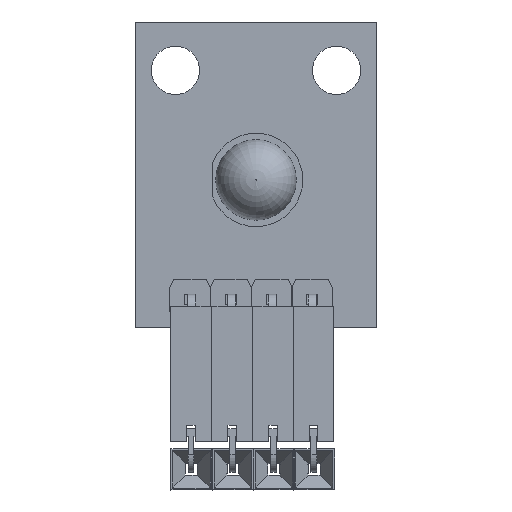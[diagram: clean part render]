
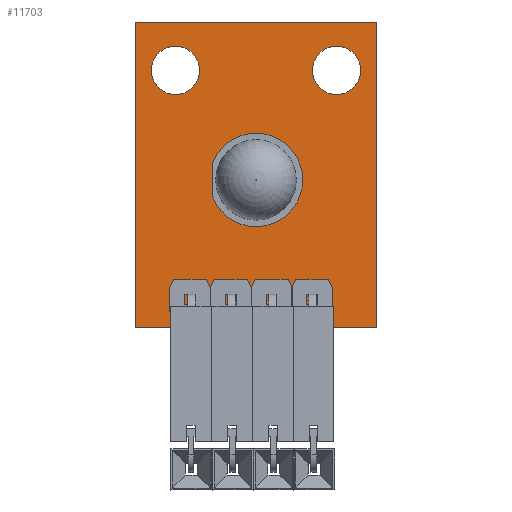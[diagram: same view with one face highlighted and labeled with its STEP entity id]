
A CAD part, front view. The second image highlights one B-rep face of the part: STEP entity #11703.
In plain terms, the highlighted planar face has unit normal (0, -1, 0).
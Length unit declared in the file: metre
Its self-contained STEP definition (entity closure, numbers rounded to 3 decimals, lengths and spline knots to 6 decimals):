
#800=LINE('',#18276,#2319);
#806=LINE('',#18289,#2325);
#817=LINE('',#18318,#2336);
#818=LINE('',#18320,#2337);
#820=LINE('',#18325,#2339);
#826=LINE('',#18338,#2345);
#837=LINE('',#18367,#2356);
#838=LINE('',#18369,#2357);
#840=LINE('',#18374,#2359);
#846=LINE('',#18387,#2365);
#857=LINE('',#18416,#2376);
#858=LINE('',#18418,#2377);
#859=LINE('',#18420,#2378);
#860=LINE('',#18423,#2379);
#861=LINE('',#18425,#2380);
#862=LINE('',#18427,#2381);
#863=LINE('',#18432,#2382);
#864=LINE('',#18435,#2383);
#865=LINE('',#18437,#2384);
#866=LINE('',#18439,#2385);
#2319=VECTOR('',#15072,1.);
#2325=VECTOR('',#15080,1.);
#2336=VECTOR('',#15111,1.);
#2337=VECTOR('',#15114,1.);
#2339=VECTOR('',#15118,1.);
#2345=VECTOR('',#15126,1.);
#2356=VECTOR('',#15157,1.);
#2357=VECTOR('',#15160,1.);
#2359=VECTOR('',#15164,1.);
#2365=VECTOR('',#15172,1.);
#2376=VECTOR('',#15203,1.);
#2377=VECTOR('',#15206,1.);
#2378=VECTOR('',#15209,1.);
#2379=VECTOR('',#15210,1.);
#2380=VECTOR('',#15211,1.);
#2381=VECTOR('',#15212,1.);
#2382=VECTOR('',#15217,1.);
#2383=VECTOR('',#15218,1.);
#2384=VECTOR('',#15219,1.);
#2385=VECTOR('',#15220,1.);
#4696=ORIENTED_EDGE('',*,*,#7241,.T.);
#4697=ORIENTED_EDGE('',*,*,#7262,.T.);
#4698=ORIENTED_EDGE('',*,*,#7247,.F.);
#4699=ORIENTED_EDGE('',*,*,#7263,.F.);
#4700=ORIENTED_EDGE('',*,*,#7265,.T.);
#4701=ORIENTED_EDGE('',*,*,#7286,.T.);
#4702=ORIENTED_EDGE('',*,*,#7271,.F.);
#4703=ORIENTED_EDGE('',*,*,#7287,.F.);
#4704=ORIENTED_EDGE('',*,*,#7289,.T.);
#4705=ORIENTED_EDGE('',*,*,#7310,.T.);
#4706=ORIENTED_EDGE('',*,*,#7295,.F.);
#4707=ORIENTED_EDGE('',*,*,#7311,.F.);
#4708=ORIENTED_EDGE('',*,*,#7312,.T.);
#4709=ORIENTED_EDGE('',*,*,#7313,.T.);
#4710=ORIENTED_EDGE('',*,*,#7314,.T.);
#4711=ORIENTED_EDGE('',*,*,#7315,.T.);
#4712=ORIENTED_EDGE('',*,*,#7316,.F.);
#4713=ORIENTED_EDGE('',*,*,#7317,.F.);
#4714=ORIENTED_EDGE('',*,*,#7318,.T.);
#4715=ORIENTED_EDGE('',*,*,#7319,.T.);
#4716=ORIENTED_EDGE('',*,*,#7320,.F.);
#4717=ORIENTED_EDGE('',*,*,#7321,.F.);
#7241=EDGE_CURVE('',#8682,#8680,#800,.T.);
#7247=EDGE_CURVE('',#8687,#8684,#806,.T.);
#7262=EDGE_CURVE('',#8680,#8684,#817,.T.);
#7263=EDGE_CURVE('',#8682,#8687,#818,.T.);
#7265=EDGE_CURVE('',#8698,#8696,#820,.T.);
#7271=EDGE_CURVE('',#8703,#8700,#826,.T.);
#7286=EDGE_CURVE('',#8696,#8700,#837,.T.);
#7287=EDGE_CURVE('',#8698,#8703,#838,.T.);
#7289=EDGE_CURVE('',#8714,#8712,#840,.T.);
#7295=EDGE_CURVE('',#8719,#8716,#846,.T.);
#7310=EDGE_CURVE('',#8712,#8716,#857,.T.);
#7311=EDGE_CURVE('',#8714,#8719,#858,.T.);
#7312=EDGE_CURVE('',#8728,#8729,#859,.T.);
#7313=EDGE_CURVE('',#8729,#8730,#860,.T.);
#7314=EDGE_CURVE('',#8730,#8731,#861,.T.);
#7315=EDGE_CURVE('',#8731,#8728,#862,.T.);
#7316=EDGE_CURVE('',#8732,#8732,#9433,.T.);
#7317=EDGE_CURVE('',#8733,#8733,#9434,.T.);
#7318=EDGE_CURVE('',#8734,#8735,#863,.T.);
#7319=EDGE_CURVE('',#8735,#8736,#864,.T.);
#7320=EDGE_CURVE('',#8737,#8736,#865,.T.);
#7321=EDGE_CURVE('',#8734,#8737,#866,.T.);
#8680=VERTEX_POINT('',#18274);
#8682=VERTEX_POINT('',#18277);
#8684=VERTEX_POINT('',#18283);
#8687=VERTEX_POINT('',#18288);
#8696=VERTEX_POINT('',#18323);
#8698=VERTEX_POINT('',#18326);
#8700=VERTEX_POINT('',#18332);
#8703=VERTEX_POINT('',#18337);
#8712=VERTEX_POINT('',#18372);
#8714=VERTEX_POINT('',#18375);
#8716=VERTEX_POINT('',#18381);
#8719=VERTEX_POINT('',#18386);
#8728=VERTEX_POINT('',#18421);
#8729=VERTEX_POINT('',#18422);
#8730=VERTEX_POINT('',#18424);
#8731=VERTEX_POINT('',#18426);
#8732=VERTEX_POINT('',#18429);
#8733=VERTEX_POINT('',#18431);
#8734=VERTEX_POINT('',#18433);
#8735=VERTEX_POINT('',#18434);
#8736=VERTEX_POINT('',#18436);
#8737=VERTEX_POINT('',#18438);
#9433=CIRCLE('',#13439,0.0015);
#9434=CIRCLE('',#13440,0.0015);
#9732=EDGE_LOOP('',(#4696,#4697,#4698,#4699));
#9733=EDGE_LOOP('',(#4700,#4701,#4702,#4703));
#9734=EDGE_LOOP('',(#4704,#4705,#4706,#4707));
#9735=EDGE_LOOP('',(#4708,#4709,#4710,#4711));
#9736=EDGE_LOOP('',(#4712));
#9737=EDGE_LOOP('',(#4713));
#9738=EDGE_LOOP('',(#4714,#4715,#4716,#4717));
#10429=FACE_BOUND('',#9732,.T.);
#10430=FACE_BOUND('',#9733,.T.);
#10431=FACE_BOUND('',#9734,.T.);
#10432=FACE_BOUND('',#9735,.T.);
#10433=FACE_BOUND('',#9736,.T.);
#10434=FACE_BOUND('',#9737,.T.);
#10435=FACE_BOUND('',#9738,.T.);
#11076=PLANE('',#13438);
#11703=ADVANCED_FACE('',(#10429,#10430,#10431,#10432,#10433,#10434,#10435),
#11076,.T.);
#13438=AXIS2_PLACEMENT_3D('',#18419,#15207,#15208);
#13439=AXIS2_PLACEMENT_3D('',#18428,#15213,#15214);
#13440=AXIS2_PLACEMENT_3D('',#18430,#15215,#15216);
#15072=DIRECTION('',(-1.,0.,0.));
#15080=DIRECTION('',(-1.,0.,0.));
#15111=DIRECTION('',(0.,0.,1.));
#15114=DIRECTION('',(0.,0.,1.));
#15118=DIRECTION('',(-1.,0.,0.));
#15126=DIRECTION('',(-1.,0.,0.));
#15157=DIRECTION('',(0.,0.,1.));
#15160=DIRECTION('',(0.,0.,1.));
#15164=DIRECTION('',(-1.,0.,0.));
#15172=DIRECTION('',(-1.,0.,0.));
#15203=DIRECTION('',(0.,0.,1.));
#15206=DIRECTION('',(0.,0.,1.));
#15207=DIRECTION('',(0.,-1.,0.));
#15208=DIRECTION('',(0.,0.,-1.));
#15209=DIRECTION('',(0.,0.,-1.));
#15210=DIRECTION('',(1.,0.,0.));
#15211=DIRECTION('',(0.,0.,1.));
#15212=DIRECTION('',(-1.,0.,0.));
#15213=DIRECTION('',(0.,-1.,0.));
#15214=DIRECTION('',(0.,0.,-1.));
#15215=DIRECTION('',(0.,-1.,0.));
#15216=DIRECTION('',(0.,0.,-1.));
#15217=DIRECTION('',(-1.,0.,0.));
#15218=DIRECTION('',(0.,0.,1.));
#15219=DIRECTION('',(-1.,0.,0.));
#15220=DIRECTION('',(0.,0.,1.));
#18274=CARTESIAN_POINT('',(-0.004125,-0.000664,-0.02705));
#18276=CARTESIAN_POINT('',(-0.003625,-0.000664,-0.02705));
#18277=CARTESIAN_POINT('',(-0.003625,-0.000664,-0.02705));
#18283=CARTESIAN_POINT('',(-0.004125,-0.000664,-0.02641));
#18288=CARTESIAN_POINT('',(-0.003625,-0.000664,-0.02641));
#18289=CARTESIAN_POINT('',(-0.003625,-0.000664,-0.02641));
#18318=CARTESIAN_POINT('',(-0.004125,-0.000664,-0.027345));
#18320=CARTESIAN_POINT('',(-0.003625,-0.000664,-0.027345));
#18323=CARTESIAN_POINT('',(-0.001625,-0.000664,-0.02705));
#18325=CARTESIAN_POINT('',(-0.001125,-0.000664,-0.02705));
#18326=CARTESIAN_POINT('',(-0.001125,-0.000664,-0.02705));
#18332=CARTESIAN_POINT('',(-0.001625,-0.000664,-0.02641));
#18337=CARTESIAN_POINT('',(-0.001125,-0.000664,-0.02641));
#18338=CARTESIAN_POINT('',(-0.001125,-0.000664,-0.02641));
#18367=CARTESIAN_POINT('',(-0.001625,-0.000664,-0.027345));
#18369=CARTESIAN_POINT('',(-0.001125,-0.000664,-0.027345));
#18372=CARTESIAN_POINT('',(0.000875,-0.000664,-0.02705));
#18374=CARTESIAN_POINT('',(0.001375,-0.000664,-0.02705));
#18375=CARTESIAN_POINT('',(0.001375,-0.000664,-0.02705));
#18381=CARTESIAN_POINT('',(0.000875,-0.000664,-0.02641));
#18386=CARTESIAN_POINT('',(0.001375,-0.000664,-0.02641));
#18387=CARTESIAN_POINT('',(0.001375,-0.000664,-0.02641));
#18416=CARTESIAN_POINT('',(0.000875,-0.000664,-0.027345));
#18418=CARTESIAN_POINT('',(0.001375,-0.000664,-0.027345));
#18419=CARTESIAN_POINT('',(0.000125,-0.000664,-0.019));
#18420=CARTESIAN_POINT('',(-0.007375,-0.000664,-0.0095));
#18421=CARTESIAN_POINT('',(-0.007375,-0.000664,-0.0095));
#18422=CARTESIAN_POINT('',(-0.007375,-0.000664,-0.0285));
#18423=CARTESIAN_POINT('',(-0.007375,-0.000664,-0.0285));
#18424=CARTESIAN_POINT('',(0.007625,-0.000664,-0.0285));
#18425=CARTESIAN_POINT('',(0.007625,-0.000664,-0.0285));
#18426=CARTESIAN_POINT('',(0.007625,-0.000664,-0.0095));
#18427=CARTESIAN_POINT('',(0.007625,-0.000664,-0.0095));
#18428=CARTESIAN_POINT('',(0.005125,-0.000664,-0.0125));
#18429=CARTESIAN_POINT('',(0.005125,-0.000664,-0.014));
#18430=CARTESIAN_POINT('',(-0.004875,-0.000664,-0.0125));
#18431=CARTESIAN_POINT('',(-0.004875,-0.000664,-0.014));
#18432=CARTESIAN_POINT('',(0.003875,-0.000664,-0.02705));
#18433=CARTESIAN_POINT('',(0.003875,-0.000664,-0.02705));
#18434=CARTESIAN_POINT('',(0.003375,-0.000664,-0.02705));
#18435=CARTESIAN_POINT('',(0.003375,-0.000664,-0.027345));
#18436=CARTESIAN_POINT('',(0.003375,-0.000664,-0.02641));
#18437=CARTESIAN_POINT('',(0.003875,-0.000664,-0.02641));
#18438=CARTESIAN_POINT('',(0.003875,-0.000664,-0.02641));
#18439=CARTESIAN_POINT('',(0.003875,-0.000664,-0.027345));
